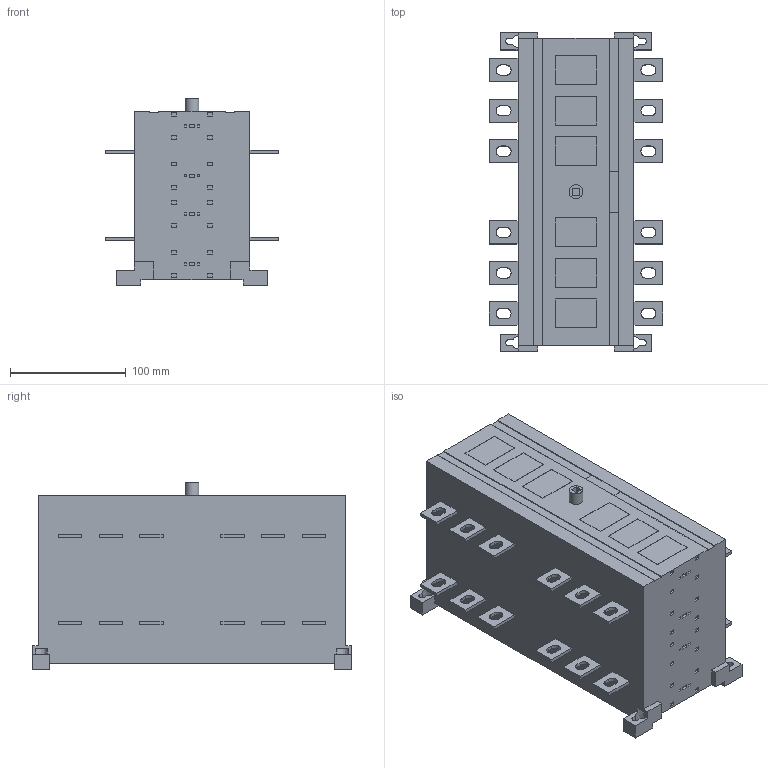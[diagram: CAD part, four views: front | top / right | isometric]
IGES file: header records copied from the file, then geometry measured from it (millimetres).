
Global section: file name: OT160-250E33C.igs; preprocessor: I-DEAS 3D IGES Translator 11; date: 20110427.084806; units: millimetre
Bounding box: 150 x 275 x 161 mm (x, y, z)
Volume: 3878965.9 mm3; surface area: 194556.5 mm2
Topology: 1 solids, 1 shells, 603 faces, 1551 edges, 1034 vertices
Faces by surface type: bspline 603
